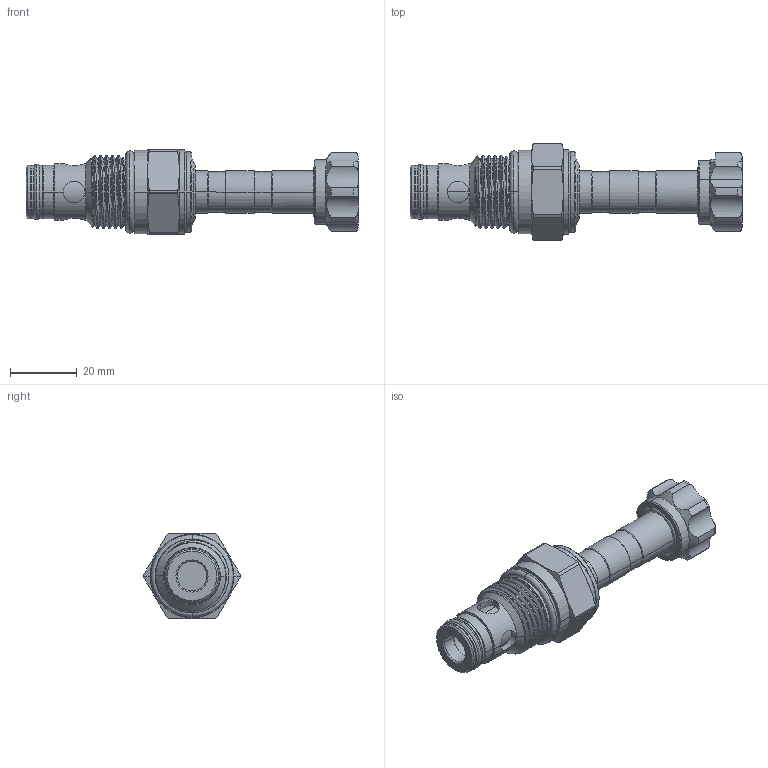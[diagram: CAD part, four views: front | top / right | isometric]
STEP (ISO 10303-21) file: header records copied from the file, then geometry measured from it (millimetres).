
FILE_DESCRIPTION (( 'STEP AP203' ), '1' );
FILE_NAME ('EP10W2A04N05.STEP', '2020-03-31T07:53:26', ( '' ), ( '' ), 'SwSTEP 2.0', 'SolidWorks 2018', '' );
FILE_SCHEMA (( 'CONFIG_CONTROL_DESIGN' ));
Length unit declared in the file: millimetre
Products named in the file (1): EP10W2A04N05
Bounding box: 99.15 x 28.8 x 25.4 mm (x, y, z)
Volume: 26087.2 mm3; surface area: 9780.8 mm2
Topology: 5 solids, 5 shells, 205 faces, 486 edges, 300 vertices
Faces by surface type: cylinder 105, torus 36, cone 34, plane 25, bspline 5
Entity records: 8786 total; most frequent: CARTESIAN_POINT 4015, DIRECTION 1024, ORIENTED_EDGE 972, EDGE_CURVE 486, AXIS2_PLACEMENT_3D 441, VERTEX_POINT 300, CIRCLE 240, EDGE_LOOP 224
